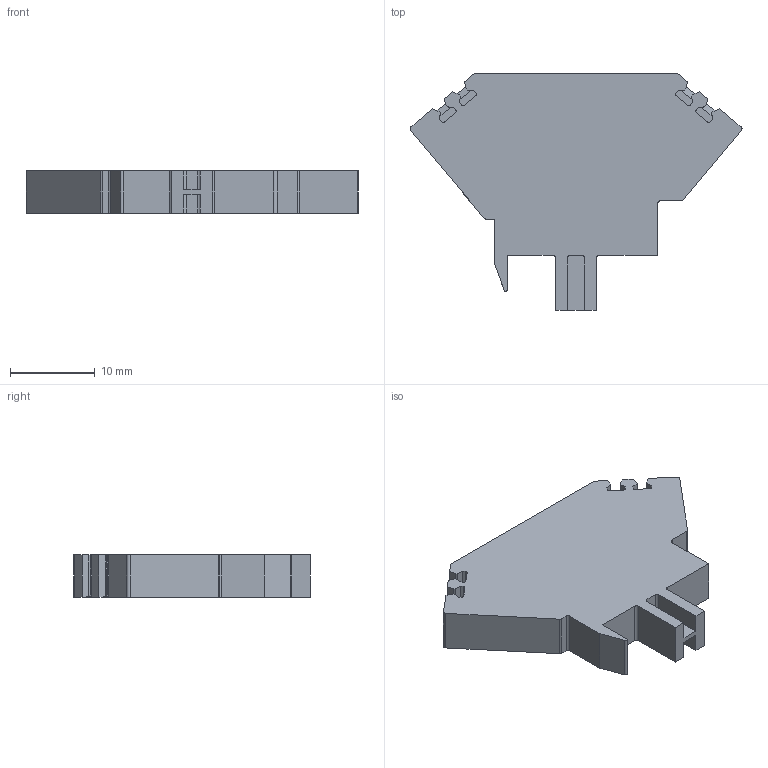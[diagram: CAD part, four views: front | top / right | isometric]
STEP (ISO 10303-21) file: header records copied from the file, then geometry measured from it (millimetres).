
FILE_DESCRIPTION(/* description */ (''),/* implementation_level */ '2;1');
FILE_NAME(/* name */ '3612_ZDS1_ZTR_iso.stp',/* time_stamp */ '2011-08-04T14:01:10+02:00',/* author */ (''),/* organization */ (''),/* preprocessor_version */ 'ST-DEVELOPER v11',/* originating_system */ 'SIEMENS UGS NX 6.0',/* authorisation */ '');
FILE_SCHEMA (('CONFIG_CONTROL_DESIGN'));
Length unit declared in the file: millimetre
Products named in the file (1): 3612_ZDS1_ZTR_iso
Bounding box: 39.25 x 28 x 5 mm (x, y, z)
Volume: 3080 mm3; surface area: 2073.7 mm2
Topology: 1 solids, 1 shells, 106 faces, 309 edges, 206 vertices
Faces by surface type: plane 83, cylinder 23
Entity records: 3565 total; most frequent: CARTESIAN_POINT 622, ORIENTED_EDGE 618, DIRECTION 569, EDGE_CURVE 309, LINE 263, VECTOR 263, VERTEX_POINT 206, AXIS2_PLACEMENT_3D 153
